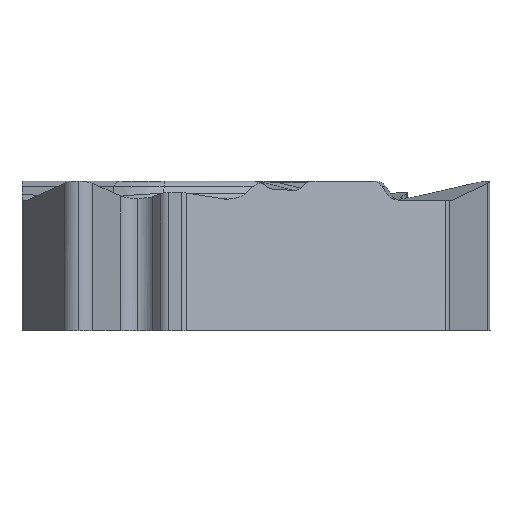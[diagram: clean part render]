
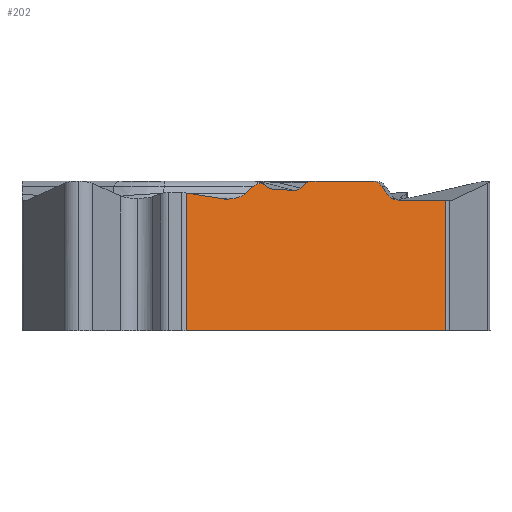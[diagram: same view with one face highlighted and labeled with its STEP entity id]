
A CAD part, front view. The second image highlights one B-rep face of the part: STEP entity #202.
In plain terms, the highlighted planar face has unit normal (0.5, -0.866, 0).
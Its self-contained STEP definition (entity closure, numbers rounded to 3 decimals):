
#202=ADVANCED_FACE('',(#364),#312,.F.);
#312=PLANE('',#2267);
#364=FACE_OUTER_BOUND('',#477,.T.);
#477=EDGE_LOOP('',(#749,#750,#751,#752,#753,#754,#755,#756,#757,#758,#759,
#760,#761,#762,#763,#764,#765,#766,#767));
#605=ELLIPSE('',#2262,0.39,0.32);
#606=ELLIPSE('',#2263,0.377,0.32);
#607=ELLIPSE('',#2264,0.167,0.15);
#608=ELLIPSE('',#2265,0.64,0.32);
#609=ELLIPSE('',#2266,0.64,0.32);
#749=ORIENTED_EDGE('',*,*,#1570,.F.);
#750=ORIENTED_EDGE('',*,*,#1571,.T.);
#751=ORIENTED_EDGE('',*,*,#1572,.F.);
#752=ORIENTED_EDGE('',*,*,#1573,.T.);
#753=ORIENTED_EDGE('',*,*,#1574,.T.);
#754=ORIENTED_EDGE('',*,*,#1575,.F.);
#755=ORIENTED_EDGE('',*,*,#1576,.F.);
#756=ORIENTED_EDGE('',*,*,#1577,.F.);
#757=ORIENTED_EDGE('',*,*,#1578,.T.);
#758=ORIENTED_EDGE('',*,*,#1579,.T.);
#759=ORIENTED_EDGE('',*,*,#1580,.T.);
#760=ORIENTED_EDGE('',*,*,#1581,.T.);
#761=ORIENTED_EDGE('',*,*,#1582,.T.);
#762=ORIENTED_EDGE('',*,*,#1583,.F.);
#763=ORIENTED_EDGE('',*,*,#1584,.F.);
#764=ORIENTED_EDGE('',*,*,#1585,.F.);
#765=ORIENTED_EDGE('',*,*,#1586,.T.);
#766=ORIENTED_EDGE('',*,*,#1587,.T.);
#767=ORIENTED_EDGE('',*,*,#1588,.T.);
#1349=VERTEX_POINT('',#3575);
#1350=VERTEX_POINT('',#3576);
#1351=VERTEX_POINT('',#3578);
#1352=VERTEX_POINT('',#3580);
#1353=VERTEX_POINT('',#3582);
#1354=VERTEX_POINT('',#3584);
#1355=VERTEX_POINT('',#3586);
#1356=VERTEX_POINT('',#3588);
#1357=VERTEX_POINT('',#3590);
#1358=VERTEX_POINT('',#3592);
#1359=VERTEX_POINT('',#3603);
#1360=VERTEX_POINT('',#3605);
#1361=VERTEX_POINT('',#3619);
#1362=VERTEX_POINT('',#3621);
#1363=VERTEX_POINT('',#3635);
#1364=VERTEX_POINT('',#3637);
#1365=VERTEX_POINT('',#3639);
#1366=VERTEX_POINT('',#3641);
#1367=VERTEX_POINT('',#3643);
#1570=EDGE_CURVE('',#1349,#1350,#1850,.T.);
#1571=EDGE_CURVE('',#1349,#1351,#1851,.T.);
#1572=EDGE_CURVE('',#1352,#1351,#1852,.T.);
#1573=EDGE_CURVE('',#1352,#1353,#605,.T.);
#1574=EDGE_CURVE('',#1353,#1354,#1853,.T.);
#1575=EDGE_CURVE('',#1355,#1354,#606,.T.);
#1576=EDGE_CURVE('',#1356,#1355,#1854,.T.);
#1577=EDGE_CURVE('',#1357,#1356,#607,.T.);
#1578=EDGE_CURVE('',#1357,#1358,#1855,.T.);
#1579=EDGE_CURVE('',#1358,#1359,#2166,.T.);
#1580=EDGE_CURVE('',#1359,#1360,#1856,.T.);
#1581=EDGE_CURVE('',#1360,#1361,#2167,.T.);
#1582=EDGE_CURVE('',#1361,#1362,#1857,.T.);
#1583=EDGE_CURVE('',#1363,#1362,#2168,.T.);
#1584=EDGE_CURVE('',#1364,#1363,#608,.T.);
#1585=EDGE_CURVE('',#1365,#1364,#1858,.T.);
#1586=EDGE_CURVE('',#1365,#1366,#609,.T.);
#1587=EDGE_CURVE('',#1366,#1367,#1859,.T.);
#1588=EDGE_CURVE('',#1367,#1350,#1860,.T.);
#1850=LINE('',#3574,#2024);
#1851=LINE('',#3577,#2025);
#1852=LINE('',#3579,#2026);
#1853=LINE('',#3583,#2027);
#1854=LINE('',#3587,#2028);
#1855=LINE('',#3591,#2029);
#1856=LINE('',#3604,#2030);
#1857=LINE('',#3620,#2031);
#1858=LINE('',#3638,#2032);
#1859=LINE('',#3642,#2033);
#1860=LINE('',#3644,#2034);
#2024=VECTOR('',#2584,1.);
#2025=VECTOR('',#2585,1.);
#2026=VECTOR('',#2586,1.);
#2027=VECTOR('',#2589,1.);
#2028=VECTOR('',#2592,1.);
#2029=VECTOR('',#2595,1.);
#2030=VECTOR('',#2596,1.);
#2031=VECTOR('',#2597,1.);
#2032=VECTOR('',#2600,1.);
#2033=VECTOR('',#2603,1.);
#2034=VECTOR('',#2604,1.);
#2166=B_SPLINE_CURVE_WITH_KNOTS('',3,(#3593,#3594,#3595,#3596,#3597,#3598,
#3599,#3600,#3601,#3602),.UNSPECIFIED.,.F.,.F.,(4,3,3,4),(0.,0.474,
0.706,1.),.UNSPECIFIED.);
#2167=B_SPLINE_CURVE_WITH_KNOTS('',3,(#3606,#3607,#3608,#3609,#3610,#3611,
#3612,#3613,#3614,#3615,#3616,#3617,#3618),.UNSPECIFIED.,.F.,.F.,(4,3,3,
3,4),(0.,0.25,0.499,0.746,1.),
 .UNSPECIFIED.);
#2168=B_SPLINE_CURVE_WITH_KNOTS('',3,(#3622,#3623,#3624,#3625,#3626,#3627,
#3628,#3629,#3630,#3631,#3632,#3633,#3634),.UNSPECIFIED.,.F.,.F.,(4,3,3,
3,4),(0.,0.263,0.524,0.907,1.),
 .UNSPECIFIED.);
#2262=AXIS2_PLACEMENT_3D('',#3581,#2587,#2588);
#2263=AXIS2_PLACEMENT_3D('',#3585,#2590,#2591);
#2264=AXIS2_PLACEMENT_3D('',#3589,#2593,#2594);
#2265=AXIS2_PLACEMENT_3D('',#3636,#2598,#2599);
#2266=AXIS2_PLACEMENT_3D('',#3640,#2601,#2602);
#2267=AXIS2_PLACEMENT_3D('',#3645,#2605,#2606);
#2584=DIRECTION('',(-0.866,-0.5,0.));
#2585=DIRECTION('',(0.,0.,1.));
#2586=DIRECTION('',(0.866,0.5,0.));
#2587=DIRECTION('',(-0.5,0.866,0.));
#2588=DIRECTION('',(-0.859,-0.496,0.125));
#2589=DIRECTION('',(-0.527,-0.304,0.794));
#2590=DIRECTION('',(-0.5,0.866,0.));
#2591=DIRECTION('',(-0.866,-0.5,0.));
#2592=DIRECTION('',(0.866,0.5,0.));
#2593=DIRECTION('',(-0.5,0.866,0.));
#2594=DIRECTION('',(-0.866,-0.5,0.));
#2595=DIRECTION('',(-0.687,-0.397,-0.608));
#2596=DIRECTION('',(-0.865,-0.499,0.049));
#2597=DIRECTION('',(-0.656,-0.378,0.653));
#2598=DIRECTION('',(-0.5,0.866,0.));
#2599=DIRECTION('',(-0.866,-0.5,0.));
#2600=DIRECTION('',(0.686,0.396,0.61));
#2601=DIRECTION('',(-0.5,0.866,0.));
#2602=DIRECTION('',(0.866,0.5,0.));
#2603=DIRECTION('',(-0.858,-0.496,0.133));
#2604=DIRECTION('',(0.,0.,-1.));
#2605=DIRECTION('',(-0.5,0.866,0.));
#2606=DIRECTION('',(-0.866,-0.5,0.));
#3574=CARTESIAN_POINT('',(8.733,-0.457,-3.97));
#3575=CARTESIAN_POINT('',(6.485,-1.755,-3.97));
#3576=CARTESIAN_POINT('',(-0.406,-5.734,-3.97));
#3577=CARTESIAN_POINT('',(6.485,-1.755,0.));
#3578=CARTESIAN_POINT('',(6.485,-1.755,-0.5));
#3579=CARTESIAN_POINT('',(-3.971,-7.792,-0.5));
#3580=CARTESIAN_POINT('',(5.231,-2.479,-0.5));
#3581=CARTESIAN_POINT('',(5.214,-2.489,-0.179));
#3582=CARTESIAN_POINT('',(4.932,-2.652,-0.341));
#3583=CARTESIAN_POINT('',(1.498,-4.634,4.836));
#3584=CARTESIAN_POINT('',(4.802,-2.727,-0.146));
#3585=CARTESIAN_POINT('',(4.528,-2.885,-0.32));
#3586=CARTESIAN_POINT('',(4.528,-2.885,0.));
#3587=CARTESIAN_POINT('',(-3.971,-7.792,0.));
#3588=CARTESIAN_POINT('',(2.884,-3.834,0.));
#3589=CARTESIAN_POINT('',(2.884,-3.834,-0.15));
#3590=CARTESIAN_POINT('',(2.79,-3.888,-0.036));
#3591=CARTESIAN_POINT('',(-1.455,-6.34,-3.792));
#3592=CARTESIAN_POINT('',(2.626,-3.983,-0.181));
#3593=CARTESIAN_POINT('',(2.626,-3.983,-0.181));
#3594=CARTESIAN_POINT('',(2.603,-3.996,-0.201));
#3595=CARTESIAN_POINT('',(2.577,-4.011,-0.217));
#3596=CARTESIAN_POINT('',(2.55,-4.027,-0.227));
#3597=CARTESIAN_POINT('',(2.536,-4.035,-0.232));
#3598=CARTESIAN_POINT('',(2.522,-4.043,-0.236));
#3599=CARTESIAN_POINT('',(2.508,-4.051,-0.238));
#3600=CARTESIAN_POINT('',(2.49,-4.061,-0.242));
#3601=CARTESIAN_POINT('',(2.472,-4.072,-0.243));
#3602=CARTESIAN_POINT('',(2.454,-4.082,-0.242));
#3603=CARTESIAN_POINT('',(2.454,-4.082,-0.242));
#3604=CARTESIAN_POINT('',(8.709,-0.471,-0.593));
#3605=CARTESIAN_POINT('',(1.894,-4.406,-0.21));
#3606=CARTESIAN_POINT('',(1.894,-4.406,-0.21));
#3607=CARTESIAN_POINT('',(1.878,-4.415,-0.209));
#3608=CARTESIAN_POINT('',(1.863,-4.424,-0.207));
#3609=CARTESIAN_POINT('',(1.847,-4.433,-0.203));
#3610=CARTESIAN_POINT('',(1.832,-4.442,-0.199));
#3611=CARTESIAN_POINT('',(1.817,-4.45,-0.194));
#3612=CARTESIAN_POINT('',(1.802,-4.459,-0.187));
#3613=CARTESIAN_POINT('',(1.788,-4.467,-0.18));
#3614=CARTESIAN_POINT('',(1.774,-4.475,-0.172));
#3615=CARTESIAN_POINT('',(1.761,-4.483,-0.163));
#3616=CARTESIAN_POINT('',(1.747,-4.491,-0.153));
#3617=CARTESIAN_POINT('',(1.734,-4.498,-0.142));
#3618=CARTESIAN_POINT('',(1.722,-4.505,-0.13));
#3619=CARTESIAN_POINT('',(1.722,-4.505,-0.13));
#3620=CARTESIAN_POINT('',(5.684,-2.218,-4.079));
#3621=CARTESIAN_POINT('',(1.696,-4.52,-0.104));
#3622=CARTESIAN_POINT('',(1.533,-4.614,-0.054));
#3623=CARTESIAN_POINT('',(1.548,-4.606,-0.048));
#3624=CARTESIAN_POINT('',(1.563,-4.597,-0.046));
#3625=CARTESIAN_POINT('',(1.579,-4.588,-0.046));
#3626=CARTESIAN_POINT('',(1.594,-4.579,-0.047));
#3627=CARTESIAN_POINT('',(1.609,-4.57,-0.05));
#3628=CARTESIAN_POINT('',(1.624,-4.562,-0.056));
#3629=CARTESIAN_POINT('',(1.645,-4.55,-0.064));
#3630=CARTESIAN_POINT('',(1.665,-4.538,-0.077));
#3631=CARTESIAN_POINT('',(1.683,-4.528,-0.092));
#3632=CARTESIAN_POINT('',(1.687,-4.525,-0.096));
#3633=CARTESIAN_POINT('',(1.691,-4.523,-0.1));
#3634=CARTESIAN_POINT('',(1.696,-4.52,-0.104));
#3635=CARTESIAN_POINT('',(1.533,-4.614,-0.054));
#3636=CARTESIAN_POINT('',(1.84,-4.437,-0.32));
#3637=CARTESIAN_POINT('',(1.375,-4.705,-0.146));
#3638=CARTESIAN_POINT('',(6.056,-2.003,4.016));
#3639=CARTESIAN_POINT('',(1.171,-4.823,-0.328));
#3640=CARTESIAN_POINT('',(0.706,-5.092,-0.153));
#3641=CARTESIAN_POINT('',(0.562,-5.175,-0.462));
#3642=CARTESIAN_POINT('',(8.537,-0.571,-1.696));
#3643=CARTESIAN_POINT('',(-0.406,-5.734,-0.313));
#3644=CARTESIAN_POINT('',(-0.406,-5.734,0.));
#3645=CARTESIAN_POINT('',(8.733,-0.457,0.));
